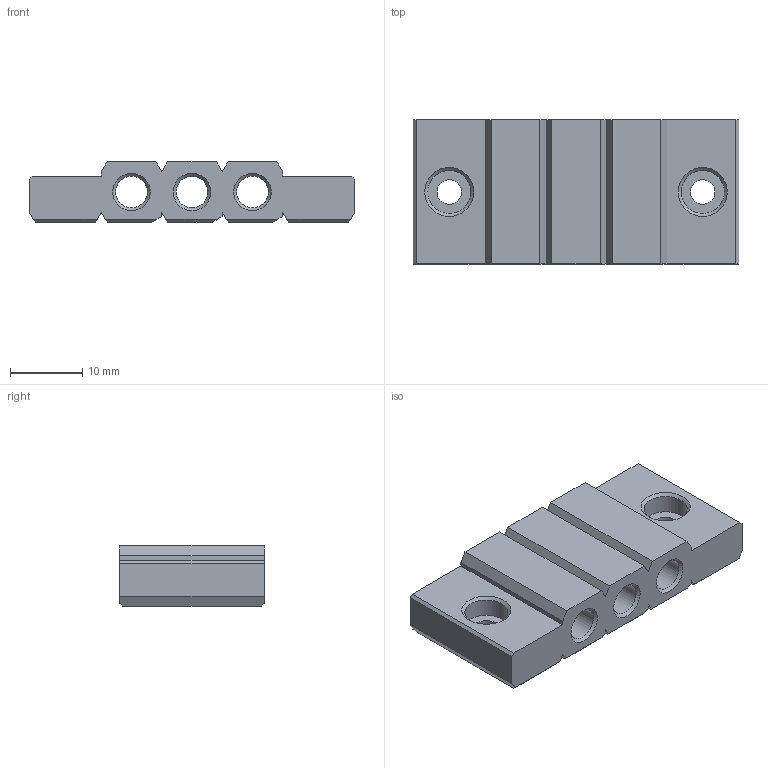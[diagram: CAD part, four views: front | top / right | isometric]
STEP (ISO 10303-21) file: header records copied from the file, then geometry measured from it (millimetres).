
FILE_DESCRIPTION(/* description */ (''),/* implementation_level */ '2;1');
FILE_NAME(/* name */ '[a]_bowden_tube_guide_3x.step',/* time_stamp */ '2024-01-28T19:04:00+01:00',/* author */ (''),/* organization */ (''),/* preprocessor_version */ 'ST-DEVELOPER v20',/* originating_system */ 'Autodesk Translation Framework v12.14.0.127',/* authorisation */ '');
FILE_SCHEMA (('AUTOMOTIVE_DESIGN { 1 0 10303 214 3 1 1 }'));
Length unit declared in the file: millimetre
Products named in the file (2): Bowden Tube Guide; Bowden Tube Guide_1
Assembly tree (1 placements, depth 2):
  Bowden Tube Guide
    Bowden Tube Guide_1
Bounding box: 45.2 x 20 x 8.4 mm (x, y, z)
Volume: 5451.4 mm3; surface area: 3779.2 mm2
Topology: 1 solids, 1 shells, 66 faces, 176 edges, 114 vertices
Faces by surface type: plane 49, cone 10, cylinder 7
Full cylindrical faces by diameter (mm): 3.4 x2, 4.4 x3, 6 x2
Entity records: 2104 total; most frequent: CARTESIAN_POINT 359, ORIENTED_EDGE 352, DIRECTION 338, EDGE_CURVE 176, LINE 152, VECTOR 152, VERTEX_POINT 114, AXIS2_PLACEMENT_3D 93
